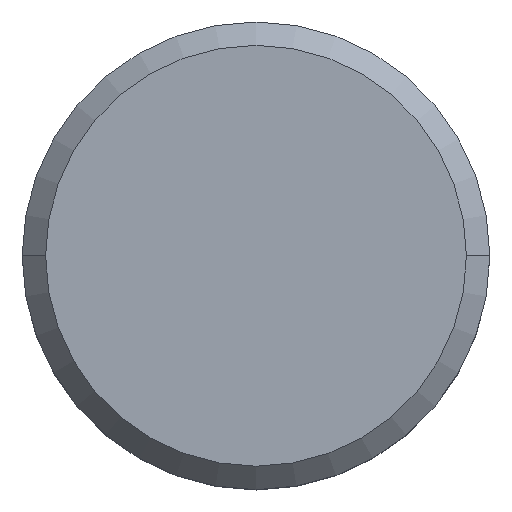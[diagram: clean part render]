
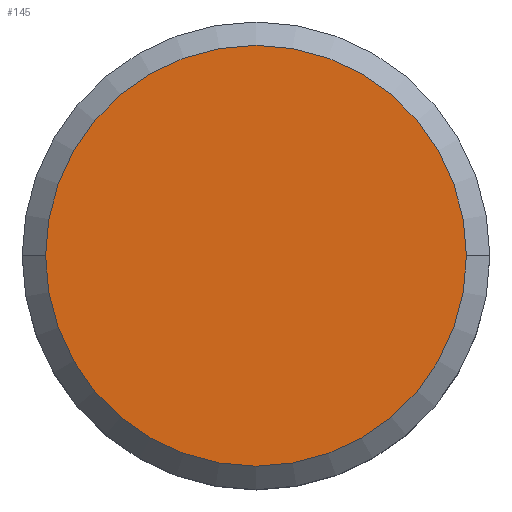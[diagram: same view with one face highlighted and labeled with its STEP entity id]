
A CAD part, top view. The second image highlights one B-rep face of the part: STEP entity #145.
In plain terms, the highlighted planar face has unit normal (0, 0, 1).
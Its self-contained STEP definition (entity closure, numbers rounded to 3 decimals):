
#99=EDGE_CURVE('',#119,#133,#208,.T.);
#119=VERTEX_POINT('',#231);
#121=EDGE_CURVE('',#133,#119,#233,.T.);
#133=VERTEX_POINT('',#246);
#145=ADVANCED_FACE('',(#258),#259,.T.);
#208=CIRCLE('',#323,3.6);
#231=CARTESIAN_POINT('',(-3.6,0.,4.0));
#233=CIRCLE('',#354,3.6);
#246=CARTESIAN_POINT('',(3.6,0.,4.0));
#258=FACE_OUTER_BOUND('',#388,.T.);
#259=PLANE('',#389);
#323=AXIS2_PLACEMENT_3D('',#456,#457,#458);
#354=AXIS2_PLACEMENT_3D('',#488,#489,#490);
#388=EDGE_LOOP('',(#512,#513));
#389=AXIS2_PLACEMENT_3D('',#514,#515,#516);
#456=CARTESIAN_POINT('',(0.0,0.,4.0));
#457=DIRECTION('',(0.0,0.,-1.0));
#458=DIRECTION('',(1.0,0.0,0.0));
#488=CARTESIAN_POINT('',(0.0,0.,4.0));
#489=DIRECTION('',(0.0,0.,-1.0));
#490=DIRECTION('',(1.0,0.0,0.0));
#512=ORIENTED_EDGE('',*,*,#121,.F.);
#513=ORIENTED_EDGE('',*,*,#99,.F.);
#514=CARTESIAN_POINT('',(1.8,0.,4.0));
#515=DIRECTION('',(0.0,0.,1.0));
#516=DIRECTION('',(-1.0,0.0,0.0));
